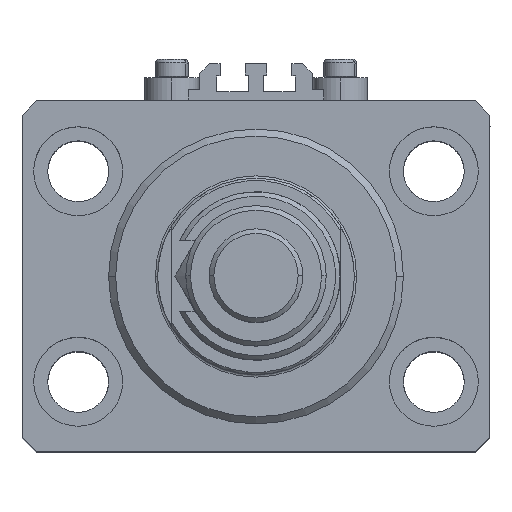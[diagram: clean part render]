
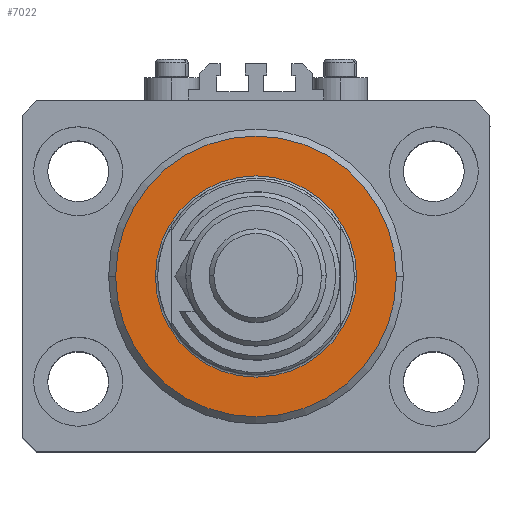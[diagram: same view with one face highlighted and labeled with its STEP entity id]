
A CAD part, top view. The second image highlights one B-rep face of the part: STEP entity #7022.
In plain terms, the highlighted face is planar.
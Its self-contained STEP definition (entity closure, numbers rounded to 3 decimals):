
#411 = CARTESIAN_POINT ( 'NONE',  ( 0., 0., 0. ) ) ;
#572 = EDGE_CURVE ( 'NONE', #6429, #31361, #6700, .T. ) ;
#1055 = AXIS2_PLACEMENT_3D ( 'NONE', #42814, #11081, #7474 ) ;
#1138 = AXIS2_PLACEMENT_3D ( 'NONE', #50548, #31219, #4874 ) ;
#3005 = ORIENTED_EDGE ( 'NONE', *, *, #47818, .T. ) ;
#3473 = AXIS2_PLACEMENT_3D ( 'NONE', #12281, #31906, #20791 ) ;
#4874 = DIRECTION ( 'NONE',  ( 1., 0., 0. ) ) ;
#6042 = EDGE_CURVE ( 'NONE', #10541, #37224, #11853, .T. ) ;
#6178 = EDGE_LOOP ( 'NONE', ( #36554, #11446 ) ) ;
#6429 = VERTEX_POINT ( 'NONE', #50261 ) ;
#6700 = CIRCLE ( 'NONE', #30608, 30. ) ;
#7022 = ADVANCED_FACE ( 'NONE', ( #28525, #44251 ), #24637, .F. ) ;
#7474 = DIRECTION ( 'NONE',  ( 1., 0., 0. ) ) ;
#10541 = VERTEX_POINT ( 'NONE', #21208 ) ;
#11081 = DIRECTION ( 'NONE',  ( 0., 0., 1. ) ) ;
#11446 = ORIENTED_EDGE ( 'NONE', *, *, #29823, .T. ) ;
#11853 = CIRCLE ( 'NONE', #1138, 21.5 ) ;
#12281 = CARTESIAN_POINT ( 'NONE',  ( 0., 0., 0. ) ) ;
#15632 = DIRECTION ( 'NONE',  ( 0., 0., -1. ) ) ;
#19530 = DIRECTION ( 'NONE',  ( 1., 0., 0. ) ) ;
#20771 = DIRECTION ( 'NONE',  ( 1., 0., 0. ) ) ;
#20791 = DIRECTION ( 'NONE',  ( 1., 0., 0. ) ) ;
#21208 = CARTESIAN_POINT ( 'NONE',  ( -21.5, 0., 0. ) ) ;
#24637 = PLANE ( 'NONE',  #48125 ) ;
#28525 = FACE_BOUND ( 'NONE', #41375, .T. ) ;
#29823 = EDGE_CURVE ( 'NONE', #31361, #6429, #39716, .T. ) ;
#30608 = AXIS2_PLACEMENT_3D ( 'NONE', #411, #15632, #19530 ) ;
#31219 = DIRECTION ( 'NONE',  ( 0., 0., 1. ) ) ;
#31361 = VERTEX_POINT ( 'NONE', #31977 ) ;
#31906 = DIRECTION ( 'NONE',  ( 0., 0., -1. ) ) ;
#31977 = CARTESIAN_POINT ( 'NONE',  ( -30., 0., 0. ) ) ;
#32906 = CARTESIAN_POINT ( 'NONE',  ( 0., 0., 0. ) ) ;
#36554 = ORIENTED_EDGE ( 'NONE', *, *, #572, .T. ) ;
#36981 = CARTESIAN_POINT ( 'NONE',  ( 21.5, 0., 0. ) ) ;
#37224 = VERTEX_POINT ( 'NONE', #36981 ) ;
#39005 = CIRCLE ( 'NONE', #1055, 21.5 ) ;
#39716 = CIRCLE ( 'NONE', #3473, 30. ) ;
#40376 = DIRECTION ( 'NONE',  ( 0., 0., 1. ) ) ;
#41375 = EDGE_LOOP ( 'NONE', ( #3005, #44354 ) ) ;
#42814 = CARTESIAN_POINT ( 'NONE',  ( 0., 0., 0. ) ) ;
#44251 = FACE_OUTER_BOUND ( 'NONE', #6178, .T. ) ;
#44354 = ORIENTED_EDGE ( 'NONE', *, *, #6042, .T. ) ;
#47818 = EDGE_CURVE ( 'NONE', #37224, #10541, #39005, .T. ) ;
#48125 = AXIS2_PLACEMENT_3D ( 'NONE', #32906, #40376, #20771 ) ;
#50261 = CARTESIAN_POINT ( 'NONE',  ( 30., 0., 0. ) ) ;
#50548 = CARTESIAN_POINT ( 'NONE',  ( 0., 0., 0. ) ) ;
